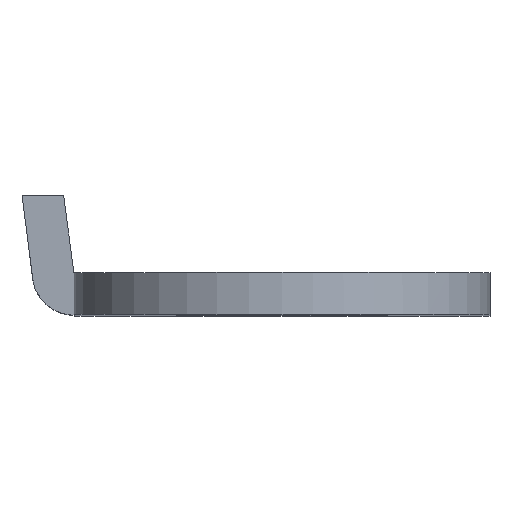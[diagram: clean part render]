
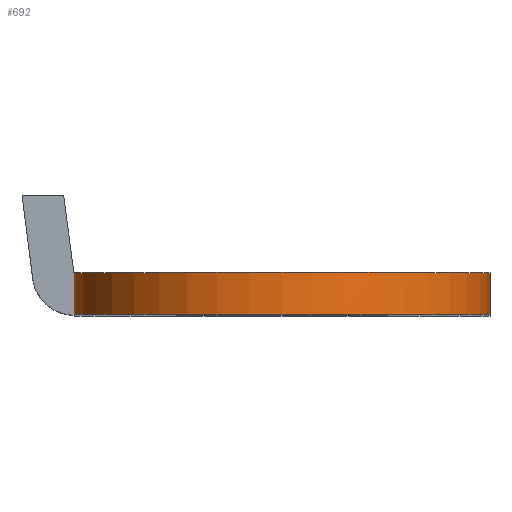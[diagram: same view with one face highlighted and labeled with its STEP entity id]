
A CAD part, top view. The second image highlights one B-rep face of the part: STEP entity #692.
In plain terms, the highlighted free-form (B-spline) face has degree [1, 2] with [2, 5] control points.
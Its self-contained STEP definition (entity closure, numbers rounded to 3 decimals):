
#443=CARTESIAN_POINT('',(8.0,-1.6,19.0));
#444=VERTEX_POINT('',#443);
#452=CARTESIAN_POINT('',(0.,-1.6,27.));
#453=VERTEX_POINT('',#452);
#454=CARTESIAN_POINT('',(8.0,-1.6,19.0));
#455=CARTESIAN_POINT('',(8.,-1.6,19.524));
#456=CARTESIAN_POINT('',(7.9,-1.6,20.538));
#457=CARTESIAN_POINT('',(7.522,-1.6,21.814));
#458=CARTESIAN_POINT('',(6.958,-1.6,23.016));
#459=CARTESIAN_POINT('',(6.257,-1.6,24.051));
#460=CARTESIAN_POINT('',(5.309,-1.6,25.028));
#461=CARTESIAN_POINT('',(4.324,-1.6,25.768));
#462=CARTESIAN_POINT('',(3.21,-1.6,26.363));
#463=CARTESIAN_POINT('',(1.783,-1.6,26.859));
#464=CARTESIAN_POINT('',(0.671,-1.6,27.));
#465=CARTESIAN_POINT('',(0.,-1.6,27.));
#466=B_SPLINE_CURVE_WITH_KNOTS('',3,(#454,#455,#456,#457,#458,#459,#460,#461,#462,#463,#464,#465),.UNSPECIFIED.,.F.,.U.,(4,1,1,1,1,1,1,1,1,4),(0.,1.571,3.043,3.976,5.547,6.774,8.05,9.228,10.554,12.566),.UNSPECIFIED.);
#467=EDGE_CURVE('',#444,#453,#466,.T.);
#469=CARTESIAN_POINT('',(-8.0,-1.6,19.0));
#470=VERTEX_POINT('',#469);
#471=CARTESIAN_POINT('',(0.,-1.6,27.));
#472=CARTESIAN_POINT('',(-0.409,-1.6,27.));
#473=CARTESIAN_POINT('',(-1.129,-1.6,26.945));
#474=CARTESIAN_POINT('',(-2.219,-1.6,26.71));
#475=CARTESIAN_POINT('',(-3.146,-1.6,26.379));
#476=CARTESIAN_POINT('',(-4.095,-1.6,25.897));
#477=CARTESIAN_POINT('',(-4.883,-1.6,25.364));
#478=CARTESIAN_POINT('',(-5.646,-1.6,24.693));
#479=CARTESIAN_POINT('',(-6.25,-1.6,24.023));
#480=CARTESIAN_POINT('',(-6.856,-1.6,23.167));
#481=CARTESIAN_POINT('',(-7.354,-1.6,22.223));
#482=CARTESIAN_POINT('',(-7.723,-1.6,21.171));
#483=CARTESIAN_POINT('',(-7.947,-1.6,20.113));
#484=CARTESIAN_POINT('',(-8.,-1.6,19.393));
#485=CARTESIAN_POINT('',(-8.0,-1.6,19.0));
#486=B_SPLINE_CURVE_WITH_KNOTS('',3,(#471,#472,#473,#474,#475,#476,#477,#478,#479,#480,#481,#482,#483,#484,#485),.UNSPECIFIED.,.F.,.U.,(4,1,1,1,1,1,1,1,1,1,1,1,4),(0.,1.227,2.16,3.338,4.172,5.351,6.185,7.216,8.05,9.327,10.407,11.388,12.566),.UNSPECIFIED.);
#487=EDGE_CURVE('',#453,#470,#486,.T.);
#553=CARTESIAN_POINT('',(8.0,0.0,19.0));
#554=VERTEX_POINT('',#553);
#605=CARTESIAN_POINT('',(-8.0,0.0,19.0));
#606=VERTEX_POINT('',#605);
#612=CARTESIAN_POINT('',(0.,0.0,27.));
#613=VERTEX_POINT('',#612);
#614=CARTESIAN_POINT('',(0.,0.0,27.));
#615=CARTESIAN_POINT('',(-0.409,0.0,27.));
#616=CARTESIAN_POINT('',(-1.129,0.0,26.945));
#617=CARTESIAN_POINT('',(-2.219,0.0,26.71));
#618=CARTESIAN_POINT('',(-3.146,0.0,26.379));
#619=CARTESIAN_POINT('',(-4.095,0.0,25.897));
#620=CARTESIAN_POINT('',(-4.883,0.0,25.364));
#621=CARTESIAN_POINT('',(-5.646,0.0,24.693));
#622=CARTESIAN_POINT('',(-6.415,0.0,23.84));
#623=CARTESIAN_POINT('',(-7.107,0.0,22.761));
#624=CARTESIAN_POINT('',(-7.575,0.0,21.64));
#625=CARTESIAN_POINT('',(-7.908,0.0,20.423));
#626=CARTESIAN_POINT('',(-8.,0.0,19.573));
#627=CARTESIAN_POINT('',(-8.0,0.0,19.0));
#628=B_SPLINE_CURVE_WITH_KNOTS('',3,(#614,#615,#616,#617,#618,#619,#620,#621,#622,#623,#624,#625,#626,#627),.UNSPECIFIED.,.F.,.U.,(4,1,1,1,1,1,1,1,1,1,1,4),(0.,1.227,2.16,3.338,4.172,5.351,6.185,7.216,8.787,10.014,10.848,12.566),.UNSPECIFIED.);
#629=EDGE_CURVE('',#613,#606,#628,.T.);
#631=CARTESIAN_POINT('',(8.0,0.0,19.0));
#632=CARTESIAN_POINT('',(8.,0.0,19.475));
#633=CARTESIAN_POINT('',(7.91,0.0,20.489));
#634=CARTESIAN_POINT('',(7.542,0.0,21.77));
#635=CARTESIAN_POINT('',(6.958,0.0,23.016));
#636=CARTESIAN_POINT('',(6.257,0.0,24.051));
#637=CARTESIAN_POINT('',(5.309,0.0,25.028));
#638=CARTESIAN_POINT('',(4.324,0.0,25.768));
#639=CARTESIAN_POINT('',(3.398,0.0,26.263));
#640=CARTESIAN_POINT('',(2.423,0.0,26.646));
#641=CARTESIAN_POINT('',(1.342,0.0,26.924));
#642=CARTESIAN_POINT('',(0.458,0.0,27.));
#643=CARTESIAN_POINT('',(0.,0.0,27.));
#644=B_SPLINE_CURVE_WITH_KNOTS('',3,(#631,#632,#633,#634,#635,#636,#637,#638,#639,#640,#641,#642,#643),.UNSPECIFIED.,.F.,.U.,(4,1,1,1,1,1,1,1,1,1,4),(0.,1.424,3.043,3.976,5.547,6.774,8.05,9.228,9.916,11.192,12.566),.UNSPECIFIED.);
#645=EDGE_CURVE('',#554,#613,#644,.T.);
#658=CARTESIAN_POINT('',(-7.997,0.04,18.791));
#659=CARTESIAN_POINT('',(-7.997,-1.641,18.791));
#660=CARTESIAN_POINT('',(-8.218,0.04,27.218));
#661=CARTESIAN_POINT('',(-8.218,-1.641,27.218));
#662=CARTESIAN_POINT('',(0.209,0.04,26.997));
#663=CARTESIAN_POINT('',(0.209,-1.641,26.997));
#664=CARTESIAN_POINT('',(8.637,0.04,26.777));
#665=CARTESIAN_POINT('',(8.637,-1.641,26.777));
#666=CARTESIAN_POINT('',(7.975,0.04,18.372));
#667=CARTESIAN_POINT('',(7.975,-1.641,18.372));
#675=(BOUNDED_SURFACE()B_SPLINE_SURFACE(1,2,((#658,#660,#662,#664,#666),(#659,#661,#663,#665,#667)),.UNSPECIFIED.,.F.,.F.,.U.)B_SPLINE_SURFACE_WITH_KNOTS((2,2),(3,2,3),(0.0,1.0),(0.0,13.748,27.497),.UNSPECIFIED.)GEOMETRIC_REPRESENTATION_ITEM()RATIONAL_B_SPLINE_SURFACE(((1.0,0.688,1.0,0.688,1.0),(1.0,0.688,1.0,0.688,1.0)))REPRESENTATION_ITEM('')SURFACE());
#676=ORIENTED_EDGE('',*,*,#487,.F.);
#677=ORIENTED_EDGE('',*,*,#467,.F.);
#678=CARTESIAN_POINT('',(8.0,0.0,19.0));
#679=CARTESIAN_POINT('',(8.0,-1.6,19.0));
#680=QUASI_UNIFORM_CURVE('',1,(#678,#679),.UNSPECIFIED.,.F.,.U.);
#681=EDGE_CURVE('',#554,#444,#680,.T.);
#682=ORIENTED_EDGE('',*,*,#681,.F.);
#683=ORIENTED_EDGE('',*,*,#645,.T.);
#684=ORIENTED_EDGE('',*,*,#629,.T.);
#685=CARTESIAN_POINT('',(-8.0,0.0,19.0));
#686=CARTESIAN_POINT('',(-8.0,-1.6,19.0));
#687=QUASI_UNIFORM_CURVE('',1,(#685,#686),.UNSPECIFIED.,.F.,.U.);
#688=EDGE_CURVE('',#606,#470,#687,.T.);
#689=ORIENTED_EDGE('',*,*,#688,.T.);
#690=EDGE_LOOP('',(#676,#677,#682,#683,#684,#689));
#691=FACE_OUTER_BOUND('',#690,.T.);
#692=ADVANCED_FACE('',(#691),#675,.T.);
